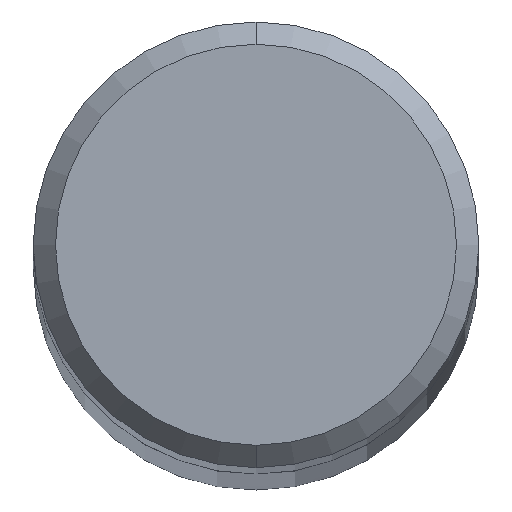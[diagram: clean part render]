
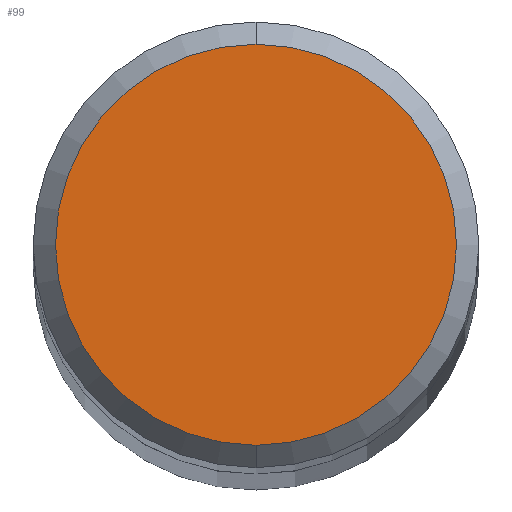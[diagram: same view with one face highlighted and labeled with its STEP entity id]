
A CAD part, top view. The second image highlights one B-rep face of the part: STEP entity #99.
In plain terms, the highlighted planar face has unit normal (0, 0, 1).
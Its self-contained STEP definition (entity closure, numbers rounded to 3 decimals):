
#87=VERTEX_POINT('',#206);
#99=ADVANCED_FACE('',(#218),#219,.T.);
#119=EDGE_CURVE('',#135,#87,#243,.T.);
#127=EDGE_CURVE('',#87,#135,#252,.T.);
#135=VERTEX_POINT('',#262);
#206=CARTESIAN_POINT('',(0.0,4.5,0.0));
#218=FACE_OUTER_BOUND('',#352,.T.);
#219=PLANE('',#353);
#243=CIRCLE('',#382,4.5);
#252=CIRCLE('',#394,4.5);
#262=CARTESIAN_POINT('',(0.,-4.5,0.0));
#352=EDGE_LOOP('',(#480,#481));
#353=AXIS2_PLACEMENT_3D('',#482,#483,#484);
#382=AXIS2_PLACEMENT_3D('',#521,#522,#523);
#394=AXIS2_PLACEMENT_3D('',#533,#534,#535);
#480=ORIENTED_EDGE('',*,*,#127,.F.);
#481=ORIENTED_EDGE('',*,*,#119,.F.);
#482=CARTESIAN_POINT('',(0.0,2.25,0.0));
#483=DIRECTION('',(-0.0,0.0,1.0));
#484=DIRECTION('',(0.0,-1.0,0.0));
#521=CARTESIAN_POINT('',(0.0,0.0,0.0));
#522=DIRECTION('',(0.0,0.0,-1.0));
#523=DIRECTION('',(0.0,1.0,0.0));
#533=CARTESIAN_POINT('',(0.0,0.0,0.0));
#534=DIRECTION('',(0.0,0.0,-1.0));
#535=DIRECTION('',(0.0,1.0,0.0));
